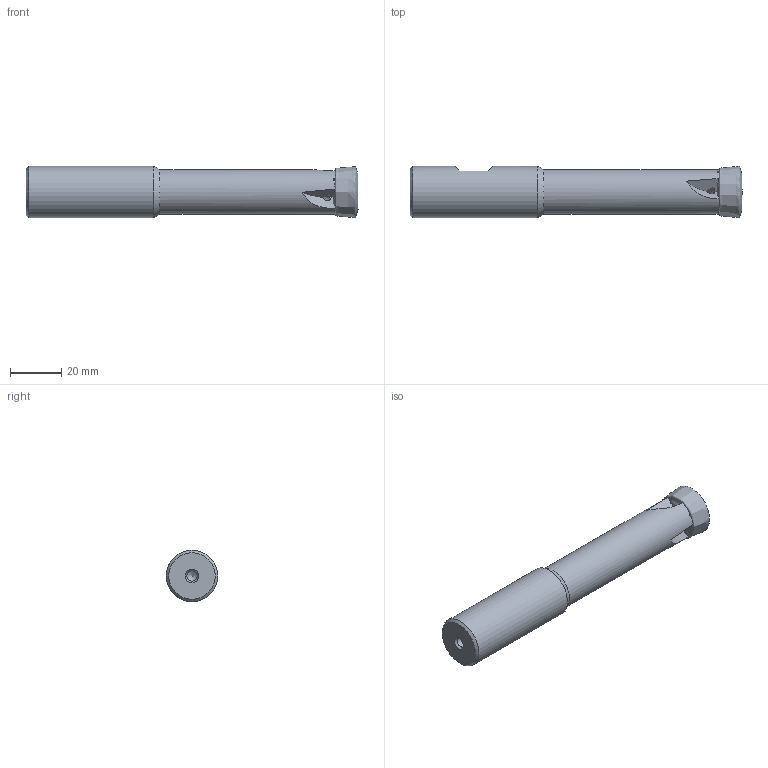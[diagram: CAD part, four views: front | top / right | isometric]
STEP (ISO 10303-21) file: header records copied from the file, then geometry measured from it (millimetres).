
FILE_DESCRIPTION (( 'STEP AP214' ), '1' );
FILE_NAME ('00PP-20-542-3-80.STEP', '2015-10-13T09:44:19', ( '' ), ( '' ), 'SwSTEP 2.0', 'SolidWorks 2015', '' );
FILE_SCHEMA (( 'AUTOMOTIVE_DESIGN' ));
Length unit declared in the file: millimetre
Products named in the file (1): 00PP-20-542-3-80
Bounding box: 129.97 x 20.2 x 20.2 mm (x, y, z)
Volume: 33388.9 mm3; surface area: 10023 mm2
Topology: 1 solids, 1 shells, 48 faces, 145 edges, 94 vertices
Faces by surface type: plane 29, cylinder 9, bspline 5, cone 5
Full cylindrical faces by diameter (mm): 2.5 x3, 4 x1, 17.4 x1, 20.2 x1
Entity records: 2695 total; most frequent: CARTESIAN_POINT 1603, ORIENTED_EDGE 244, DIRECTION 165, EDGE_CURVE 122, VERTEX_POINT 84, AXIS2_PLACEMENT_3D 67, EDGE_LOOP 66, B_SPLINE_CURVE_WITH_KNOTS 54
